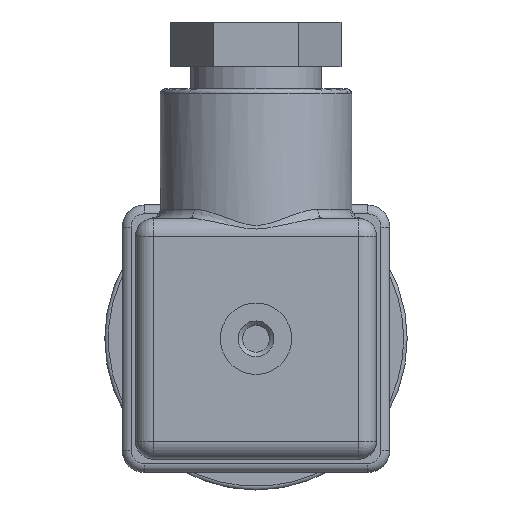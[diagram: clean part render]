
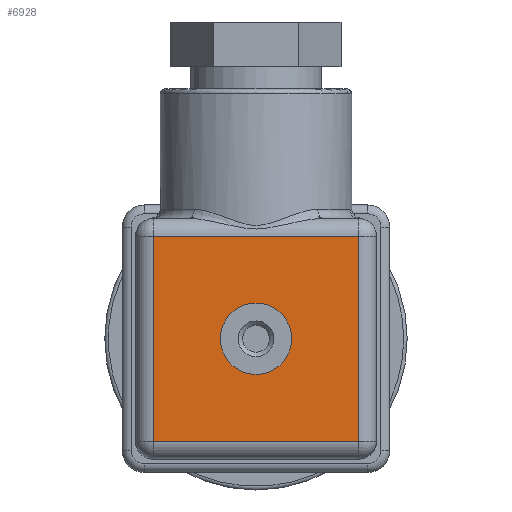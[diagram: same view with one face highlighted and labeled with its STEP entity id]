
A CAD part, front view. The second image highlights one B-rep face of the part: STEP entity #6928.
In plain terms, the highlighted planar face has unit normal (0, -1, 0).
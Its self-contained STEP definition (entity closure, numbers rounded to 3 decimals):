
#195=LINE('',#10012,#560);
#196=LINE('',#10016,#561);
#197=LINE('',#10018,#562);
#198=LINE('',#10020,#563);
#560=VECTOR('',#8379,1000.);
#561=VECTOR('',#8384,1000.);
#562=VECTOR('',#8385,1000.);
#563=VECTOR('',#8386,1000.);
#903=PLANE('',#7365);
#1674=ORIENTED_EDGE('',*,*,#2652,.T.);
#1675=ORIENTED_EDGE('',*,*,#2667,.T.);
#1676=ORIENTED_EDGE('',*,*,#2668,.T.);
#1677=ORIENTED_EDGE('',*,*,#2669,.T.);
#1678=ORIENTED_EDGE('',*,*,#2665,.T.);
#2652=EDGE_CURVE('',#3220,#3220,#3553,.T.);
#2665=EDGE_CURVE('',#3230,#3229,#195,.T.);
#2667=EDGE_CURVE('',#3229,#3231,#196,.T.);
#2668=EDGE_CURVE('',#3231,#3232,#197,.T.);
#2669=EDGE_CURVE('',#3232,#3230,#198,.T.);
#3220=VERTEX_POINT('',#9978);
#3229=VERTEX_POINT('',#10011);
#3230=VERTEX_POINT('',#10013);
#3231=VERTEX_POINT('',#10017);
#3232=VERTEX_POINT('',#10019);
#3553=CIRCLE('',#7351,4.);
#3937=EDGE_LOOP('',(#1674));
#3938=EDGE_LOOP('',(#1675,#1676,#1677,#1678));
#4360=FACE_BOUND('',#3937,.T.);
#4361=FACE_BOUND('',#3938,.T.);
#6928=ADVANCED_FACE('',(#4360,#4361),#903,.T.);
#7351=AXIS2_PLACEMENT_3D('',#9977,#8351,#8352);
#7365=AXIS2_PLACEMENT_3D('',#10015,#8382,#8383);
#8351=DIRECTION('',(0.,1.,0.));
#8352=DIRECTION('',(1.,0.,0.));
#8379=DIRECTION('',(-1.,0.,0.));
#8382=DIRECTION('',(0.,-1.,0.));
#8383=DIRECTION('',(1.,0.,0.));
#8384=DIRECTION('',(0.,0.,-1.));
#8385=DIRECTION('',(1.,0.,0.));
#8386=DIRECTION('',(0.,0.,1.));
#9977=CARTESIAN_POINT('',(0.,-84.7,0.));
#9978=CARTESIAN_POINT('',(4.,-84.7,0.));
#10011=CARTESIAN_POINT('',(-11.5,-84.7,11.5));
#10012=CARTESIAN_POINT('',(-13.5,-84.7,11.5));
#10013=CARTESIAN_POINT('',(11.5,-84.7,11.5));
#10015=CARTESIAN_POINT('',(0.,-84.7,0.));
#10016=CARTESIAN_POINT('',(-11.5,-84.7,-13.5));
#10017=CARTESIAN_POINT('',(-11.5,-84.7,-11.5));
#10018=CARTESIAN_POINT('',(13.5,-84.7,-11.5));
#10019=CARTESIAN_POINT('',(11.5,-84.7,-11.5));
#10020=CARTESIAN_POINT('',(11.5,-84.7,13.5));
